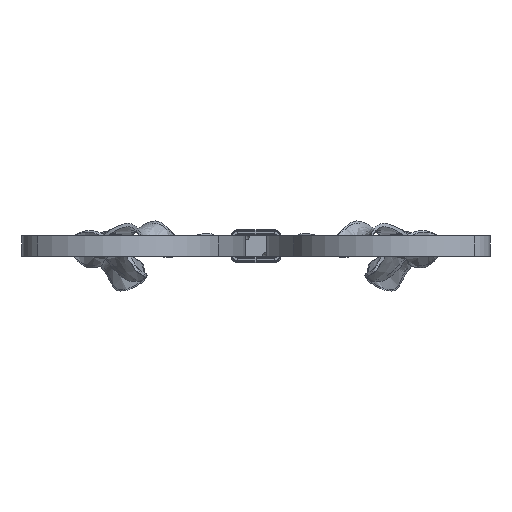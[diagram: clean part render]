
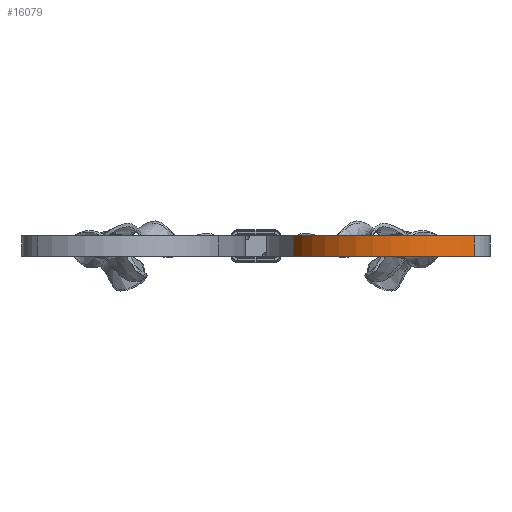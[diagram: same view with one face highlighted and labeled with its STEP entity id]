
A CAD part, front view. The second image highlights one B-rep face of the part: STEP entity #16079.
In plain terms, the highlighted cylindrical face has radius 65 mm (diameter 130 mm), a partial arc.
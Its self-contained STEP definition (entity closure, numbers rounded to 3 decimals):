
#201 = VERTEX_POINT ( 'NONE', #1002 ) ;
#1002 = CARTESIAN_POINT ( 'NONE',  ( 21.746, -268.636, -6. ) ) ;
#2150 = LINE ( 'NONE', #8378, #9629 ) ;
#2331 = DIRECTION ( 'NONE',  ( 0.67, -0.742, 0. ) ) ;
#3392 = EDGE_CURVE ( 'NONE', #7585, #12171, #21346, .T. ) ;
#4053 = ORIENTED_EDGE ( 'NONE', *, *, #17970, .T. ) ;
#4572 = CARTESIAN_POINT ( 'NONE',  ( 125.878, -293.225, 6. ) ) ;
#4776 = CARTESIAN_POINT ( 'NONE',  ( 82.296, -245., 0. ) ) ;
#5457 = DIRECTION ( 'NONE',  ( -1., 0., 0. ) ) ;
#5523 = CIRCLE ( 'NONE', #24880, 65. ) ;
#6221 = CARTESIAN_POINT ( 'NONE',  ( 21.746, -268.636, 6. ) ) ;
#7095 = EDGE_LOOP ( 'NONE', ( #13856, #33621, #19542, #4053 ) ) ;
#7151 = VECTOR ( 'NONE', #17840, 1000. ) ;
#7585 = VERTEX_POINT ( 'NONE', #21834 ) ;
#8122 = DIRECTION ( 'NONE',  ( 0., 0., -1. ) ) ;
#8378 = CARTESIAN_POINT ( 'NONE',  ( 21.746, -268.636, -6. ) ) ;
#9629 = VECTOR ( 'NONE', #21447, 1000. ) ;
#12171 = VERTEX_POINT ( 'NONE', #4572 ) ;
#12963 = DIRECTION ( 'NONE',  ( 0., 0., -1. ) ) ;
#13856 = ORIENTED_EDGE ( 'NONE', *, *, #18247, .F. ) ;
#14105 = DIRECTION ( 'NONE',  ( 0., 0., -1. ) ) ;
#16079 = ADVANCED_FACE ( 'NONE', ( #22673 ), #30222, .T. ) ;
#17840 = DIRECTION ( 'NONE',  ( 0., 0., 1. ) ) ;
#17970 = EDGE_CURVE ( 'NONE', #12171, #29852, #5523, .T. ) ;
#18247 = EDGE_CURVE ( 'NONE', #201, #29852, #2150, .T. ) ;
#19542 = ORIENTED_EDGE ( 'NONE', *, *, #3392, .T. ) ;
#19902 = AXIS2_PLACEMENT_3D ( 'NONE', #34240, #12963, #2331 ) ;
#21346 = LINE ( 'NONE', #28451, #7151 ) ;
#21447 = DIRECTION ( 'NONE',  ( 0., 0., 1. ) ) ;
#21834 = CARTESIAN_POINT ( 'NONE',  ( 125.878, -293.225, -6. ) ) ;
#21923 = CARTESIAN_POINT ( 'NONE',  ( 82.296, -245., 6. ) ) ;
#22069 = CIRCLE ( 'NONE', #19902, 65. ) ;
#22386 = AXIS2_PLACEMENT_3D ( 'NONE', #4776, #8122, #5457 ) ;
#22673 = FACE_OUTER_BOUND ( 'NONE', #7095, .T. ) ;
#24690 = EDGE_CURVE ( 'NONE', #7585, #201, #22069, .T. ) ;
#24880 = AXIS2_PLACEMENT_3D ( 'NONE', #21923, #14105, #32588 ) ;
#28451 = CARTESIAN_POINT ( 'NONE',  ( 125.878, -293.225, -6. ) ) ;
#29852 = VERTEX_POINT ( 'NONE', #6221 ) ;
#30222 = CYLINDRICAL_SURFACE ( 'NONE', #22386, 65. ) ;
#32588 = DIRECTION ( 'NONE',  ( 0.67, -0.742, 0. ) ) ;
#33621 = ORIENTED_EDGE ( 'NONE', *, *, #24690, .F. ) ;
#34240 = CARTESIAN_POINT ( 'NONE',  ( 82.296, -245., -6. ) ) ;
